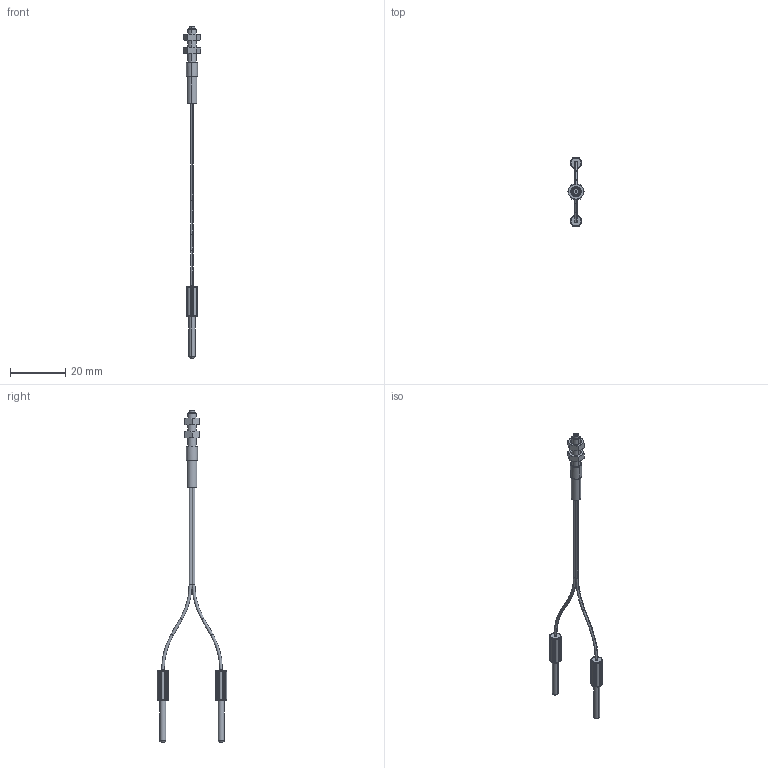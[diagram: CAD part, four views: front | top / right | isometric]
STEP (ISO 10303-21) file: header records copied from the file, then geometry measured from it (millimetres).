
FILE_DESCRIPTION((''),'2;1');
FILE_NAME('CAD2382','2016-08-23T',('cmozuch'),(''),'PRO/ENGINEER BY PARAMETRIC TECHNOLOGY CORPORATION, 2015440','PRO/ENGINEER BY PARAMETRIC TECHNOLOGY CORPORATION, 2015440','');
FILE_SCHEMA(('CONFIG_CONTROL_DESIGN'));
Length unit declared in the file: millimetre
Products named in the file (1): CAD2382
Bounding box: 6.24 x 25.04 x 119.87 mm (x, y, z)
Volume: 829.2 mm3; surface area: 1438.2 mm2
Topology: 1 solids, 1 shells, 353 faces, 865 edges, 529 vertices
Faces by surface type: cylinder 140, bspline 96, plane 41, cone 38, torus 38
Entity records: 21402 total; most frequent: CARTESIAN_POINT 11503, ORIENTED_EDGE 1730, DIRECTION 1274, EDGE_CURVE 865, AXIS2_PLACEMENT_3D 535, VERTEX_POINT 529, B_SPLINE_CURVE_WITH_KNOTS 383, EDGE_LOOP 368
